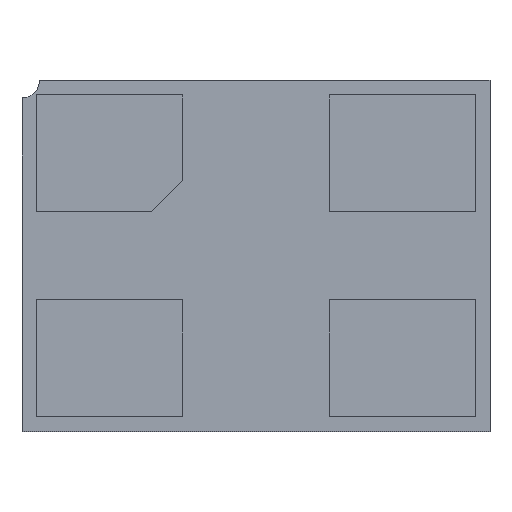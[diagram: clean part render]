
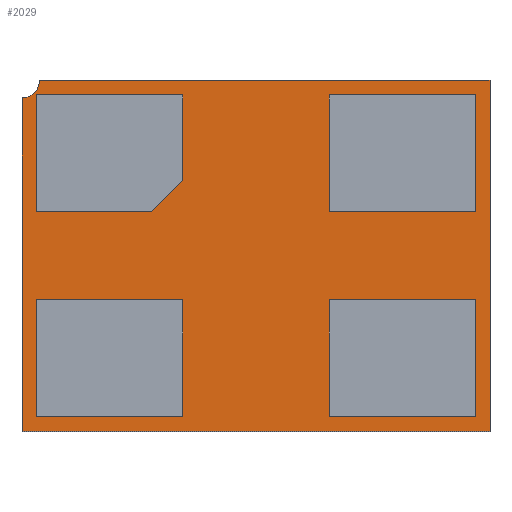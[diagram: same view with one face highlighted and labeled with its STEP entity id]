
A CAD part, top view. The second image highlights one B-rep face of the part: STEP entity #2029.
In plain terms, the highlighted planar face has unit normal (0, 0, 1).
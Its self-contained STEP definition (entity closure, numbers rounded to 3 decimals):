
#118 = VECTOR ( 'NONE', #857, 1000. ) ;
#128 = AXIS2_PLACEMENT_3D ( 'NONE', #939, #941, #944 ) ;
#146 = FACE_OUTER_BOUND ( 'NONE', #754, .T. ) ;
#226 = LINE ( 'NONE', #1673, #1121 ) ;
#347 = VERTEX_POINT ( 'NONE', #1178 ) ;
#374 = AXIS2_PLACEMENT_3D ( 'NONE', #2054, #2007, #2010 ) ;
#425 = CARTESIAN_POINT ( 'NONE',  ( 0.8, 0.6, 0. ) ) ;
#686 = VECTOR ( 'NONE', #1667, 1000. ) ;
#754 = EDGE_LOOP ( 'NONE', ( #1442, #1485, #1530, #1835, #1881 ) ) ;
#854 = VECTOR ( 'NONE', #1242, 1000. ) ;
#857 = DIRECTION ( 'NONE',  ( 0., 1., 0. ) ) ;
#879 = CARTESIAN_POINT ( 'NONE',  ( 0.8, 0., 0. ) ) ;
#934 = VERTEX_POINT ( 'NONE', #1904 ) ;
#939 = CARTESIAN_POINT ( 'NONE',  ( -0.8, 0.6, 0. ) ) ;
#941 = DIRECTION ( 'NONE',  ( 0., 0., -1. ) ) ;
#944 = DIRECTION ( 'NONE',  ( 1., 0., 0. ) ) ;
#1099 = LINE ( 'NONE', #879, #118 ) ;
#1121 = VECTOR ( 'NONE', #1680, 1000. ) ;
#1124 = EDGE_CURVE ( 'NONE', #934, #1661, #1099, .T. ) ;
#1125 = CARTESIAN_POINT ( 'NONE',  ( -0.8, -0.6, 0. ) ) ;
#1135 = EDGE_CURVE ( 'NONE', #347, #1514, #1787, .T. ) ;
#1169 = LINE ( 'NONE', #1660, #686 ) ;
#1178 = CARTESIAN_POINT ( 'NONE',  ( -0.74, 0.6, 0. ) ) ;
#1230 = CARTESIAN_POINT ( 'NONE',  ( 0., -0.6, 0. ) ) ;
#1242 = DIRECTION ( 'NONE',  ( -1., 0., 0. ) ) ;
#1259 = VERTEX_POINT ( 'NONE', #1125 ) ;
#1320 = EDGE_CURVE ( 'NONE', #934, #1259, #1370, .T. ) ;
#1370 = LINE ( 'NONE', #1230, #854 ) ;
#1420 = CARTESIAN_POINT ( 'NONE',  ( -0.8, 0.54, 0. ) ) ;
#1442 = ORIENTED_EDGE ( 'NONE', *, *, #1940, .T. ) ;
#1485 = ORIENTED_EDGE ( 'NONE', *, *, #1135, .T. ) ;
#1514 = VERTEX_POINT ( 'NONE', #1420 ) ;
#1530 = ORIENTED_EDGE ( 'NONE', *, *, #1948, .F. ) ;
#1660 = CARTESIAN_POINT ( 'NONE',  ( 0., 0.6, 0. ) ) ;
#1661 = VERTEX_POINT ( 'NONE', #425 ) ;
#1667 = DIRECTION ( 'NONE',  ( -1., 0., 0. ) ) ;
#1673 = CARTESIAN_POINT ( 'NONE',  ( -0.8, 0., 0. ) ) ;
#1680 = DIRECTION ( 'NONE',  ( 0., 1., 0. ) ) ;
#1787 = CIRCLE ( 'NONE', #128, 0.06 ) ;
#1835 = ORIENTED_EDGE ( 'NONE', *, *, #1320, .F. ) ;
#1881 = ORIENTED_EDGE ( 'NONE', *, *, #1124, .T. ) ;
#1904 = CARTESIAN_POINT ( 'NONE',  ( 0.8, -0.6, 0. ) ) ;
#1940 = EDGE_CURVE ( 'NONE', #1661, #347, #1169, .T. ) ;
#1948 = EDGE_CURVE ( 'NONE', #1259, #1514, #226, .T. ) ;
#2007 = DIRECTION ( 'NONE',  ( 0., 0., 1. ) ) ;
#2010 = DIRECTION ( 'NONE',  ( 1., 0., 0. ) ) ;
#2029 = ADVANCED_FACE ( 'NONE', ( #146 ), #2032, .T. ) ;
#2032 = PLANE ( 'NONE',  #374 ) ;
#2054 = CARTESIAN_POINT ( 'NONE',  ( 0., 0., 0. ) ) ;
